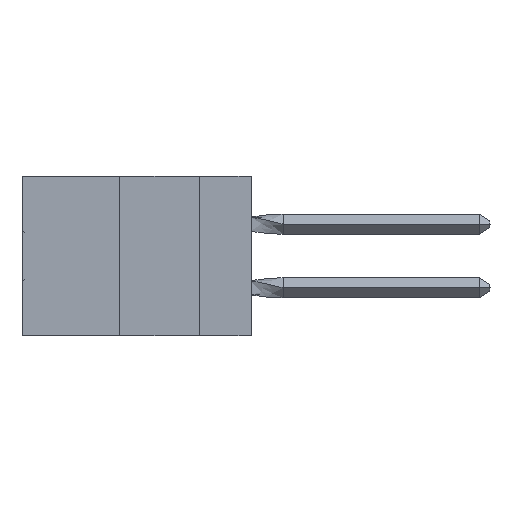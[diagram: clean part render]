
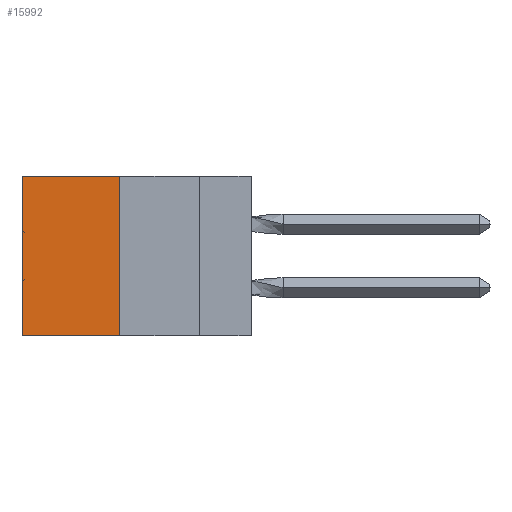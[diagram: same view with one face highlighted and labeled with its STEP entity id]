
A CAD part, left-side view. The second image highlights one B-rep face of the part: STEP entity #15992.
In plain terms, the highlighted planar face has unit normal (-1, 0, 0).
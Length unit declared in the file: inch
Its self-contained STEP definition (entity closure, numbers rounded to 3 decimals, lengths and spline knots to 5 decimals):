
#1495 = CARTESIAN_POINT ( 'NONE',  ( 0.305, 0.413, -0.5 ) ) ;
#1742 = LINE ( 'NONE', #42222, #17848 ) ;
#3965 = ORIENTED_EDGE ( 'NONE', *, *, #34990, .F. ) ;
#4079 = ORIENTED_EDGE ( 'NONE', *, *, #17183, .F. ) ;
#5348 = DIRECTION ( 'NONE',  ( 0., 0., -1. ) ) ;
#7352 = LINE ( 'NONE', #29131, #50008 ) ;
#7796 = VERTEX_POINT ( 'NONE', #12540 ) ;
#11028 = CARTESIAN_POINT ( 'NONE',  ( 0.305, 0.413, 0. ) ) ;
#12275 = DIRECTION ( 'NONE',  ( 0., 1., 0. ) ) ;
#12540 = CARTESIAN_POINT ( 'NONE',  ( 0.305, 0.413, 0. ) ) ;
#13486 = VERTEX_POINT ( 'NONE', #23159 ) ;
#15992 = ADVANCED_FACE ( 'NONE', ( #33082 ), #33322, .F. ) ;
#16122 = CARTESIAN_POINT ( 'NONE',  ( 0.305, 0.413, -0.5 ) ) ;
#17183 = EDGE_CURVE ( 'NONE', #7796, #13486, #1742, .T. ) ;
#17848 = VECTOR ( 'NONE', #50826, 39.37008 ) ;
#18285 = DIRECTION ( 'NONE',  ( 1., 0., 0. ) ) ;
#23159 = CARTESIAN_POINT ( 'NONE',  ( 0.305, 0.413, -0.5 ) ) ;
#26601 = LINE ( 'NONE', #16122, #32238 ) ;
#27684 = ORIENTED_EDGE ( 'NONE', *, *, #40185, .T. ) ;
#29131 = CARTESIAN_POINT ( 'NONE',  ( 0.305, 0.72, -0.5 ) ) ;
#30403 = CARTESIAN_POINT ( 'NONE',  ( 0.305, 0.72, -0.5 ) ) ;
#32002 = AXIS2_PLACEMENT_3D ( 'NONE', #1495, #18285, #46782 ) ;
#32238 = VECTOR ( 'NONE', #12275, 39.37008 ) ;
#33082 = FACE_OUTER_BOUND ( 'NONE', #51502, .T. ) ;
#33322 = PLANE ( 'NONE',  #32002 ) ;
#34402 = VECTOR ( 'NONE', #39355, 39.37008 ) ;
#34990 = EDGE_CURVE ( 'NONE', #13486, #39747, #26601, .T. ) ;
#36852 = CARTESIAN_POINT ( 'NONE',  ( 0.305, 0.72, 0. ) ) ;
#39355 = DIRECTION ( 'NONE',  ( 0., 1., 0. ) ) ;
#39747 = VERTEX_POINT ( 'NONE', #30403 ) ;
#40185 = EDGE_CURVE ( 'NONE', #48157, #39747, #7352, .T. ) ;
#42222 = CARTESIAN_POINT ( 'NONE',  ( 0.305, 0.413, -0.5 ) ) ;
#46782 = DIRECTION ( 'NONE',  ( 0., 0., -1. ) ) ;
#47586 = LINE ( 'NONE', #11028, #34402 ) ;
#47939 = EDGE_CURVE ( 'NONE', #7796, #48157, #47586, .T. ) ;
#48157 = VERTEX_POINT ( 'NONE', #36852 ) ;
#50008 = VECTOR ( 'NONE', #5348, 39.37008 ) ;
#50175 = ORIENTED_EDGE ( 'NONE', *, *, #47939, .T. ) ;
#50826 = DIRECTION ( 'NONE',  ( 0., 0., -1. ) ) ;
#51502 = EDGE_LOOP ( 'NONE', ( #27684, #3965, #4079, #50175 ) ) ;
